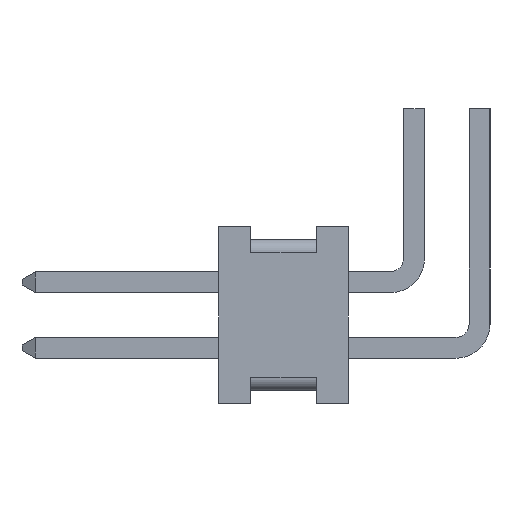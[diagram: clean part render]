
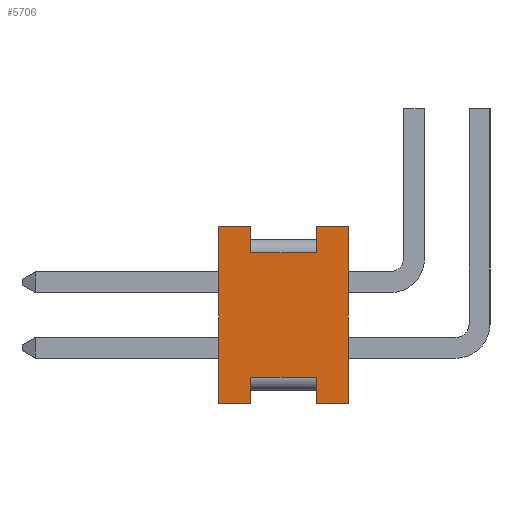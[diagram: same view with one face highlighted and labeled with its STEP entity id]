
A CAD part, left-side view. The second image highlights one B-rep face of the part: STEP entity #5706.
In plain terms, the highlighted planar face has unit normal (-1, 0, 0).
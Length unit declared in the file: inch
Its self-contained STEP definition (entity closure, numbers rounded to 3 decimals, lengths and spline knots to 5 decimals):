
#583 = CARTESIAN_POINT ( 'NONE',  ( -0.3, 0.0745, -0.0475 ) ) ;
#974 = CARTESIAN_POINT ( 'NONE',  ( -0.3, 0.0245, 0.0475 ) ) ;
#1170 = LINE ( 'NONE', #29511, #12769 ) ;
#1279 = VECTOR ( 'NONE', #3069, 39.37008 ) ;
#2056 = AXIS2_PLACEMENT_3D ( 'NONE', #23478, #11599, #23171 ) ;
#2735 = LINE ( 'NONE', #17244, #1279 ) ;
#2847 = EDGE_CURVE ( 'NONE', #12580, #27810, #10295, .T. ) ;
#3069 = DIRECTION ( 'NONE',  ( 0., 0., 1. ) ) ;
#3212 = EDGE_CURVE ( 'NONE', #17208, #6958, #9149, .T. ) ;
#3785 = ORIENTED_EDGE ( 'NONE', *, *, #28140, .T. ) ;
#4442 = EDGE_CURVE ( 'NONE', #30043, #9925, #28108, .T. ) ;
#5133 = CARTESIAN_POINT ( 'NONE',  ( -0.3, 0.099, 0.0675 ) ) ;
#5470 = VERTEX_POINT ( 'NONE', #14337 ) ;
#5706 = ADVANCED_FACE ( 'NONE', ( #10957 ), #19005, .F. ) ;
#6141 = DIRECTION ( 'NONE',  ( 0., -1., 0. ) ) ;
#6833 = EDGE_CURVE ( 'NONE', #12580, #5470, #13698, .T. ) ;
#6958 = VERTEX_POINT ( 'NONE', #19231 ) ;
#6966 = VECTOR ( 'NONE', #24971, 39.37008 ) ;
#9136 = VERTEX_POINT ( 'NONE', #13769 ) ;
#9148 = ORIENTED_EDGE ( 'NONE', *, *, #13666, .T. ) ;
#9149 = LINE ( 'NONE', #11259, #12776 ) ;
#9266 = DIRECTION ( 'NONE',  ( 0., 0., -1. ) ) ;
#9306 = ORIENTED_EDGE ( 'NONE', *, *, #6833, .T. ) ;
#9431 = ORIENTED_EDGE ( 'NONE', *, *, #18976, .F. ) ;
#9673 = CARTESIAN_POINT ( 'NONE',  ( -0.3, 0.099, 0.0675 ) ) ;
#9925 = VERTEX_POINT ( 'NONE', #28671 ) ;
#10032 = VECTOR ( 'NONE', #9266, 39.37008 ) ;
#10069 = EDGE_CURVE ( 'NONE', #9136, #17208, #19634, .T. ) ;
#10264 = CARTESIAN_POINT ( 'NONE',  ( -0.3, 0.099, 0.0675 ) ) ;
#10295 = LINE ( 'NONE', #9673, #11739 ) ;
#10406 = ORIENTED_EDGE ( 'NONE', *, *, #24461, .T. ) ;
#10957 = FACE_OUTER_BOUND ( 'NONE', #16815, .T. ) ;
#11259 = CARTESIAN_POINT ( 'NONE',  ( -0.3, 0.099, 0.0475 ) ) ;
#11481 = CARTESIAN_POINT ( 'NONE',  ( -0.3, 0.0245, -0.0675 ) ) ;
#11599 = DIRECTION ( 'NONE',  ( 1., 0., 0. ) ) ;
#11739 = VECTOR ( 'NONE', #16848, 39.37008 ) ;
#11851 = CARTESIAN_POINT ( 'NONE',  ( -0.3, 0., 0.0675 ) ) ;
#11907 = CARTESIAN_POINT ( 'NONE',  ( -0.3, 0., -0.0675 ) ) ;
#12580 = VERTEX_POINT ( 'NONE', #19056 ) ;
#12769 = VECTOR ( 'NONE', #6141, 39.37008 ) ;
#12776 = VECTOR ( 'NONE', #13380, 39.37008 ) ;
#13129 = ORIENTED_EDGE ( 'NONE', *, *, #3212, .T. ) ;
#13251 = DIRECTION ( 'NONE',  ( 0., -1., 0. ) ) ;
#13380 = DIRECTION ( 'NONE',  ( 0., 1., 0. ) ) ;
#13666 = EDGE_CURVE ( 'NONE', #14115, #25991, #25138, .T. ) ;
#13698 = LINE ( 'NONE', #22496, #14416 ) ;
#13769 = CARTESIAN_POINT ( 'NONE',  ( -0.3, 0.0245, 0.0675 ) ) ;
#14115 = VERTEX_POINT ( 'NONE', #11481 ) ;
#14337 = CARTESIAN_POINT ( 'NONE',  ( -0.3, 0.0745, -0.0675 ) ) ;
#14416 = VECTOR ( 'NONE', #13251, 39.37008 ) ;
#14686 = VERTEX_POINT ( 'NONE', #11851 ) ;
#15739 = VECTOR ( 'NONE', #29489, 39.37008 ) ;
#16366 = EDGE_CURVE ( 'NONE', #25991, #14686, #20487, .T. ) ;
#16815 = EDGE_LOOP ( 'NONE', ( #13129, #3785, #9431, #17537, #9306, #10406, #23644, #20650, #9148, #25959, #27295, #25074 ) ) ;
#16848 = DIRECTION ( 'NONE',  ( 0., 0., 1. ) ) ;
#17123 = LINE ( 'NONE', #22915, #6966 ) ;
#17208 = VERTEX_POINT ( 'NONE', #974 ) ;
#17244 = CARTESIAN_POINT ( 'NONE',  ( -0.3, 0.0745, -0.0675 ) ) ;
#17537 = ORIENTED_EDGE ( 'NONE', *, *, #2847, .F. ) ;
#17562 = DIRECTION ( 'NONE',  ( 0., 0., -1. ) ) ;
#18976 = EDGE_CURVE ( 'NONE', #27810, #30013, #1170, .T. ) ;
#19005 = PLANE ( 'NONE',  #2056 ) ;
#19056 = CARTESIAN_POINT ( 'NONE',  ( -0.3, 0.099, -0.0675 ) ) ;
#19231 = CARTESIAN_POINT ( 'NONE',  ( -0.3, 0.0745, 0.0475 ) ) ;
#19247 = DIRECTION ( 'NONE',  ( 0., -1., 0. ) ) ;
#19634 = LINE ( 'NONE', #21958, #28354 ) ;
#20422 = CARTESIAN_POINT ( 'NONE',  ( -0.3, 0.0245, -0.0675 ) ) ;
#20487 = LINE ( 'NONE', #22922, #21195 ) ;
#20650 = ORIENTED_EDGE ( 'NONE', *, *, #26355, .T. ) ;
#21029 = DIRECTION ( 'NONE',  ( 0., -1., 0. ) ) ;
#21195 = VECTOR ( 'NONE', #27202, 39.37008 ) ;
#21958 = CARTESIAN_POINT ( 'NONE',  ( -0.3, 0.0245, 0.0675 ) ) ;
#22372 = LINE ( 'NONE', #20422, #10032 ) ;
#22496 = CARTESIAN_POINT ( 'NONE',  ( -0.3, 0.099, -0.0675 ) ) ;
#22915 = CARTESIAN_POINT ( 'NONE',  ( -0.3, 0.0745, 0.0675 ) ) ;
#22922 = CARTESIAN_POINT ( 'NONE',  ( -0.3, 0., 0.0675 ) ) ;
#23171 = DIRECTION ( 'NONE',  ( 0., 0., -1. ) ) ;
#23478 = CARTESIAN_POINT ( 'NONE',  ( -0.3, 0.099, 0.0675 ) ) ;
#23644 = ORIENTED_EDGE ( 'NONE', *, *, #4442, .T. ) ;
#24461 = EDGE_CURVE ( 'NONE', #5470, #30043, #2735, .T. ) ;
#24808 = CARTESIAN_POINT ( 'NONE',  ( -0.3, 0.099, -0.0475 ) ) ;
#24971 = DIRECTION ( 'NONE',  ( 0., 0., 1. ) ) ;
#25074 = ORIENTED_EDGE ( 'NONE', *, *, #10069, .T. ) ;
#25138 = LINE ( 'NONE', #28265, #29104 ) ;
#25186 = VECTOR ( 'NONE', #19247, 39.37008 ) ;
#25420 = EDGE_CURVE ( 'NONE', #9136, #14686, #29175, .T. ) ;
#25959 = ORIENTED_EDGE ( 'NONE', *, *, #16366, .T. ) ;
#25991 = VERTEX_POINT ( 'NONE', #11907 ) ;
#26188 = CARTESIAN_POINT ( 'NONE',  ( -0.3, 0.0745, 0.0675 ) ) ;
#26355 = EDGE_CURVE ( 'NONE', #9925, #14115, #22372, .T. ) ;
#27202 = DIRECTION ( 'NONE',  ( 0., 0., 1. ) ) ;
#27295 = ORIENTED_EDGE ( 'NONE', *, *, #25420, .F. ) ;
#27810 = VERTEX_POINT ( 'NONE', #10264 ) ;
#28108 = LINE ( 'NONE', #24808, #15739 ) ;
#28140 = EDGE_CURVE ( 'NONE', #6958, #30013, #17123, .T. ) ;
#28265 = CARTESIAN_POINT ( 'NONE',  ( -0.3, 0.099, -0.0675 ) ) ;
#28354 = VECTOR ( 'NONE', #17562, 39.37008 ) ;
#28671 = CARTESIAN_POINT ( 'NONE',  ( -0.3, 0.0245, -0.0475 ) ) ;
#29104 = VECTOR ( 'NONE', #21029, 39.37008 ) ;
#29175 = LINE ( 'NONE', #5133, #25186 ) ;
#29489 = DIRECTION ( 'NONE',  ( 0., -1., 0. ) ) ;
#29511 = CARTESIAN_POINT ( 'NONE',  ( -0.3, 0.099, 0.0675 ) ) ;
#30013 = VERTEX_POINT ( 'NONE', #26188 ) ;
#30043 = VERTEX_POINT ( 'NONE', #583 ) ;
